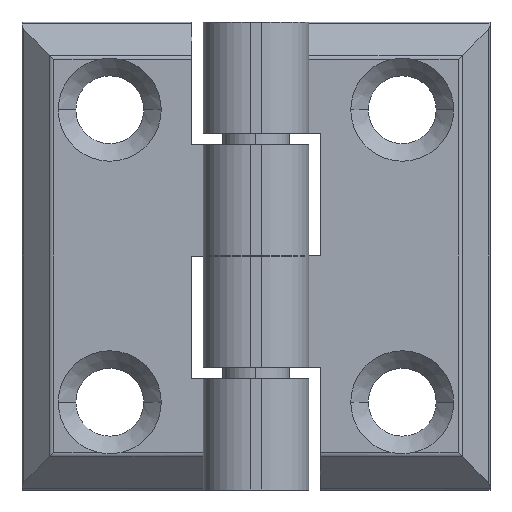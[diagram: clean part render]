
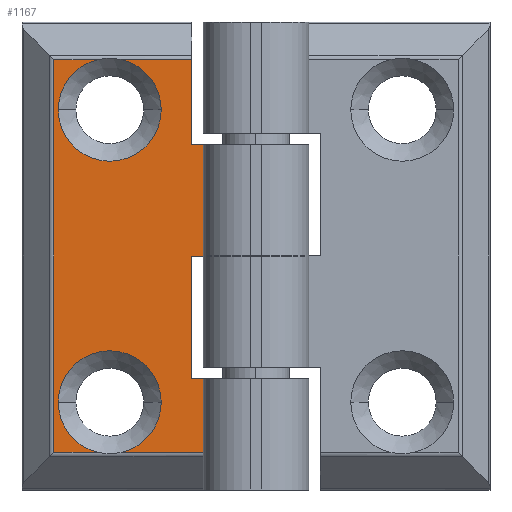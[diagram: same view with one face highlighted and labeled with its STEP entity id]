
A CAD part, left-side view. The second image highlights one B-rep face of the part: STEP entity #1167.
In plain terms, the highlighted planar face has unit normal (-1, 0, 0).
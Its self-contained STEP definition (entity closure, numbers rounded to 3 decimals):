
#118=CARTESIAN_POINT('Vertex',(0.,16.9,12.5)) ;
#121=CARTESIAN_POINT('Axis2P3D Location',(0.,12.5,12.5)) ;
#125=CARTESIAN_POINT('Vertex',(0.,8.1,12.5)) ;
#206=CARTESIAN_POINT('Vertex',(0.,8.1,-12.5)) ;
#209=CARTESIAN_POINT('Axis2P3D Location',(0.,12.5,-12.5)) ;
#213=CARTESIAN_POINT('Vertex',(0.,16.9,-12.5)) ;
#592=CARTESIAN_POINT('Vertex',(0.,4.5,0.)) ;
#599=CARTESIAN_POINT('Vertex',(0.,4.5,9.5)) ;
#602=CARTESIAN_POINT('Line Origine',(0.,4.5,5.)) ;
#619=CARTESIAN_POINT('Line Origine',(0.,5.,-10.5)) ;
#623=CARTESIAN_POINT('Vertex',(0.,4.5,-10.5)) ;
#625=CARTESIAN_POINT('Vertex',(0.,5.5,-10.5)) ;
#676=CARTESIAN_POINT('Vertex',(0.,5.5,0.)) ;
#679=CARTESIAN_POINT('Line Origine',(0.,5.5,-5.25)) ;
#701=CARTESIAN_POINT('Line Origine',(0.,5.,0.)) ;
#726=CARTESIAN_POINT('Line Origine',(0.,5.,9.5)) ;
#730=CARTESIAN_POINT('Vertex',(0.,5.5,9.5)) ;
#1034=CARTESIAN_POINT('Axis2P3D Location',(0.,12.5,12.5)) ;
#1038=CARTESIAN_POINT('Vertex',(0.,13.465,16.793)) ;
#1041=CARTESIAN_POINT('Axis2P3D Location',(0.,12.5,12.5)) ;
#1045=CARTESIAN_POINT('Vertex',(0.,11.535,16.793)) ;
#1069=CARTESIAN_POINT('Axis2P3D Location',(0.,12.5,-12.5)) ;
#1073=CARTESIAN_POINT('Vertex',(0.,11.535,-16.793)) ;
#1076=CARTESIAN_POINT('Axis2P3D Location',(0.,12.5,-12.5)) ;
#1080=CARTESIAN_POINT('Vertex',(0.,13.465,-16.793)) ;
#1099=CARTESIAN_POINT('Axis2P3D Location',(0.,0.,0.)) ;
#1104=CARTESIAN_POINT('Line Origine',(0.,15.379,16.793)) ;
#1108=CARTESIAN_POINT('Vertex',(0.,17.293,16.793)) ;
#1111=CARTESIAN_POINT('Line Origine',(0.,17.293,0.)) ;
#1115=CARTESIAN_POINT('Vertex',(0.,17.293,-16.793)) ;
#1118=CARTESIAN_POINT('Line Origine',(0.,15.379,-16.793)) ;
#1123=CARTESIAN_POINT('Line Origine',(0.,8.018,-16.793)) ;
#1127=CARTESIAN_POINT('Vertex',(0.,4.5,-16.793)) ;
#1130=CARTESIAN_POINT('Line Origine',(0.,4.5,-13.646)) ;
#1135=CARTESIAN_POINT('Line Origine',(0.,5.5,13.146)) ;
#1139=CARTESIAN_POINT('Vertex',(0.,5.5,16.793)) ;
#1142=CARTESIAN_POINT('Line Origine',(0.,8.518,16.793)) ;
#122=DIRECTION('Axis2P3D Direction',(1.,0.,0.)) ;
#210=DIRECTION('Axis2P3D Direction',(1.,0.,0.)) ;
#603=DIRECTION('Vector Direction',(0.,0.,-1.)) ;
#620=DIRECTION('Vector Direction',(0.,1.,0.)) ;
#680=DIRECTION('Vector Direction',(0.,0.,1.)) ;
#702=DIRECTION('Vector Direction',(0.,1.,0.)) ;
#727=DIRECTION('Vector Direction',(0.,1.,0.)) ;
#1035=DIRECTION('Axis2P3D Direction',(1.,0.,0.)) ;
#1042=DIRECTION('Axis2P3D Direction',(1.,0.,0.)) ;
#1070=DIRECTION('Axis2P3D Direction',(1.,0.,0.)) ;
#1077=DIRECTION('Axis2P3D Direction',(1.,0.,0.)) ;
#1100=DIRECTION('Axis2P3D Direction',(1.,0.,0.)) ;
#1101=DIRECTION('Axis2P3D XDirection',(0.,1.,0.)) ;
#1105=DIRECTION('Vector Direction',(0.,1.,0.)) ;
#1112=DIRECTION('Vector Direction',(0.,0.,-1.)) ;
#1119=DIRECTION('Vector Direction',(0.,-1.,0.)) ;
#1124=DIRECTION('Vector Direction',(0.,-1.,0.)) ;
#1131=DIRECTION('Vector Direction',(0.,0.,1.)) ;
#1136=DIRECTION('Vector Direction',(0.,0.,-1.)) ;
#1143=DIRECTION('Vector Direction',(0.,1.,0.)) ;
#123=AXIS2_PLACEMENT_3D('Circle Axis2P3D',#121,#122,$) ;
#211=AXIS2_PLACEMENT_3D('Circle Axis2P3D',#209,#210,$) ;
#1036=AXIS2_PLACEMENT_3D('Circle Axis2P3D',#1034,#1035,$) ;
#1043=AXIS2_PLACEMENT_3D('Circle Axis2P3D',#1041,#1042,$) ;
#1071=AXIS2_PLACEMENT_3D('Circle Axis2P3D',#1069,#1070,$) ;
#1078=AXIS2_PLACEMENT_3D('Circle Axis2P3D',#1076,#1077,$) ;
#1102=AXIS2_PLACEMENT_3D('Plane Axis2P3D',#1099,#1100,#1101) ;
#1148=ORIENTED_EDGE('',*,*,#1110,.F.) ;
#1149=ORIENTED_EDGE('',*,*,#1117,.F.) ;
#1150=ORIENTED_EDGE('',*,*,#1122,.F.) ;
#1151=ORIENTED_EDGE('',*,*,#1082,.F.) ;
#1152=ORIENTED_EDGE('',*,*,#215,.F.) ;
#1153=ORIENTED_EDGE('',*,*,#1075,.F.) ;
#1154=ORIENTED_EDGE('',*,*,#1129,.F.) ;
#1155=ORIENTED_EDGE('',*,*,#1134,.T.) ;
#1156=ORIENTED_EDGE('',*,*,#627,.T.) ;
#1157=ORIENTED_EDGE('',*,*,#683,.T.) ;
#1158=ORIENTED_EDGE('',*,*,#705,.F.) ;
#1159=ORIENTED_EDGE('',*,*,#606,.T.) ;
#1160=ORIENTED_EDGE('',*,*,#732,.T.) ;
#1161=ORIENTED_EDGE('',*,*,#1141,.F.) ;
#1162=ORIENTED_EDGE('',*,*,#1146,.F.) ;
#1163=ORIENTED_EDGE('',*,*,#1047,.F.) ;
#1164=ORIENTED_EDGE('',*,*,#127,.F.) ;
#1165=ORIENTED_EDGE('',*,*,#1040,.F.) ;
#604=VECTOR('Line Direction',#603,1.) ;
#621=VECTOR('Line Direction',#620,1.) ;
#681=VECTOR('Line Direction',#680,1.) ;
#703=VECTOR('Line Direction',#702,1.) ;
#728=VECTOR('Line Direction',#727,1.) ;
#1106=VECTOR('Line Direction',#1105,1.) ;
#1113=VECTOR('Line Direction',#1112,1.) ;
#1120=VECTOR('Line Direction',#1119,1.) ;
#1125=VECTOR('Line Direction',#1124,1.) ;
#1132=VECTOR('Line Direction',#1131,1.) ;
#1137=VECTOR('Line Direction',#1136,1.) ;
#1144=VECTOR('Line Direction',#1143,1.) ;
#1167=ADVANCED_FACE('PartBody',(#1166),#1103,.F.) ;
#124=CIRCLE('generated circle',#123,4.4) ;
#212=CIRCLE('generated circle',#211,4.4) ;
#1037=CIRCLE('generated circle',#1036,4.4) ;
#1044=CIRCLE('generated circle',#1043,4.4) ;
#1072=CIRCLE('generated circle',#1071,4.4) ;
#1079=CIRCLE('generated circle',#1078,4.4) ;
#127=EDGE_CURVE('',#119,#126,#124,.F.) ;
#215=EDGE_CURVE('',#207,#214,#212,.F.) ;
#606=EDGE_CURVE('',#593,#600,#605,.F.) ;
#627=EDGE_CURVE('',#624,#626,#622,.T.) ;
#683=EDGE_CURVE('',#626,#677,#682,.T.) ;
#705=EDGE_CURVE('',#593,#677,#704,.T.) ;
#732=EDGE_CURVE('',#600,#731,#729,.T.) ;
#1040=EDGE_CURVE('',#1039,#119,#1037,.F.) ;
#1047=EDGE_CURVE('',#126,#1046,#1044,.F.) ;
#1075=EDGE_CURVE('',#1074,#207,#1072,.F.) ;
#1082=EDGE_CURVE('',#214,#1081,#1079,.F.) ;
#1110=EDGE_CURVE('',#1109,#1039,#1107,.F.) ;
#1117=EDGE_CURVE('',#1116,#1109,#1114,.F.) ;
#1122=EDGE_CURVE('',#1081,#1116,#1121,.F.) ;
#1129=EDGE_CURVE('',#1128,#1074,#1126,.F.) ;
#1134=EDGE_CURVE('',#1128,#624,#1133,.T.) ;
#1141=EDGE_CURVE('',#1140,#731,#1138,.T.) ;
#1146=EDGE_CURVE('',#1046,#1140,#1145,.F.) ;
#1147=EDGE_LOOP('',(#1148,#1149,#1150,#1151,#1152,#1153,#1154,#1155,#1156,#1157,#1158,#1159,#1160,#1161,#1162,#1163,#1164,#1165)) ;
#1166=FACE_OUTER_BOUND('',#1147,.T.) ;
#605=LINE('Line',#602,#604) ;
#622=LINE('Line',#619,#621) ;
#682=LINE('Line',#679,#681) ;
#704=LINE('Line',#701,#703) ;
#729=LINE('Line',#726,#728) ;
#1107=LINE('Line',#1104,#1106) ;
#1114=LINE('Line',#1111,#1113) ;
#1121=LINE('Line',#1118,#1120) ;
#1126=LINE('Line',#1123,#1125) ;
#1133=LINE('Line',#1130,#1132) ;
#1138=LINE('Line',#1135,#1137) ;
#1145=LINE('Line',#1142,#1144) ;
#1103=PLANE('',#1102) ;
#119=VERTEX_POINT('',#118) ;
#126=VERTEX_POINT('',#125) ;
#207=VERTEX_POINT('',#206) ;
#214=VERTEX_POINT('',#213) ;
#593=VERTEX_POINT('',#592) ;
#600=VERTEX_POINT('',#599) ;
#624=VERTEX_POINT('',#623) ;
#626=VERTEX_POINT('',#625) ;
#677=VERTEX_POINT('',#676) ;
#731=VERTEX_POINT('',#730) ;
#1039=VERTEX_POINT('',#1038) ;
#1046=VERTEX_POINT('',#1045) ;
#1074=VERTEX_POINT('',#1073) ;
#1081=VERTEX_POINT('',#1080) ;
#1109=VERTEX_POINT('',#1108) ;
#1116=VERTEX_POINT('',#1115) ;
#1128=VERTEX_POINT('',#1127) ;
#1140=VERTEX_POINT('',#1139) ;
